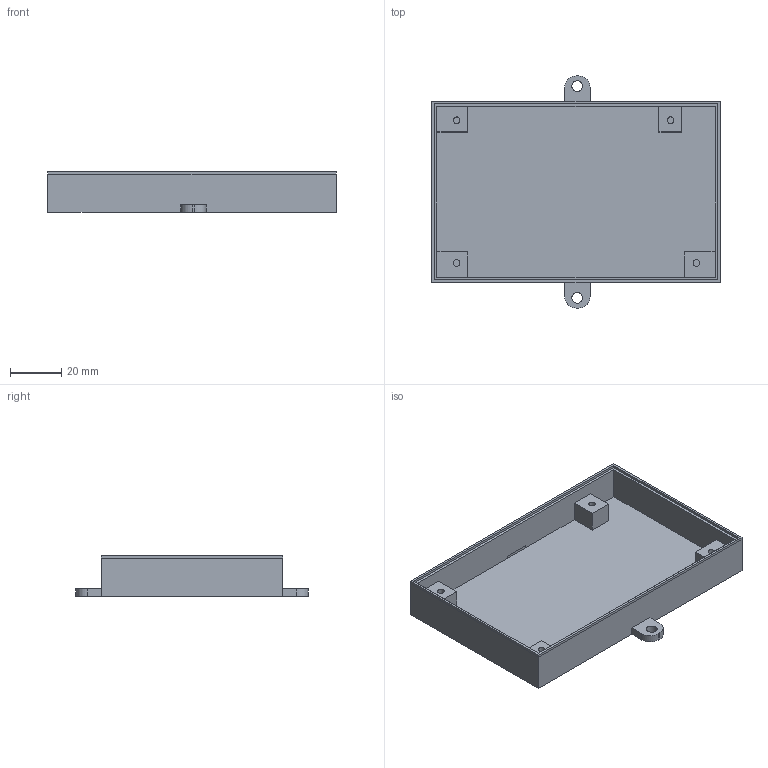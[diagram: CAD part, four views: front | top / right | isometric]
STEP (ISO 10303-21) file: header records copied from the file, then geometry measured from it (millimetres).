
FILE_DESCRIPTION(('FreeCAD Model'),'2;1');
FILE_NAME('Open CASCADE Shape Model','2023-07-02T16:52:54',(''),(''), 'Open CASCADE STEP processor 7.6','FreeCAD','Unknown');
FILE_SCHEMA(('AUTOMOTIVE_DESIGN { 1 0 10303 214 1 1 1 1 }'));
Length unit declared in the file: millimetre
Products named in the file (1): CaseBottom
Bounding box: 113 x 91 x 16 mm (x, y, z)
Volume: 29664.8 mm3; surface area: 27777.2 mm2
Topology: 1 solids, 1 shells, 61 faces, 155 edges, 102 vertices
Faces by surface type: plane 51, cylinder 10
Full cylindrical faces by diameter (mm): 2.6 x4, 4.2 x2
Entity records: 1847 total; most frequent: CARTESIAN_POINT 319, ORIENTED_EDGE 310, DIRECTION 299, EDGE_CURVE 155, LINE 135, VECTOR 135, VERTEX_POINT 102, AXIS2_PLACEMENT_3D 82
